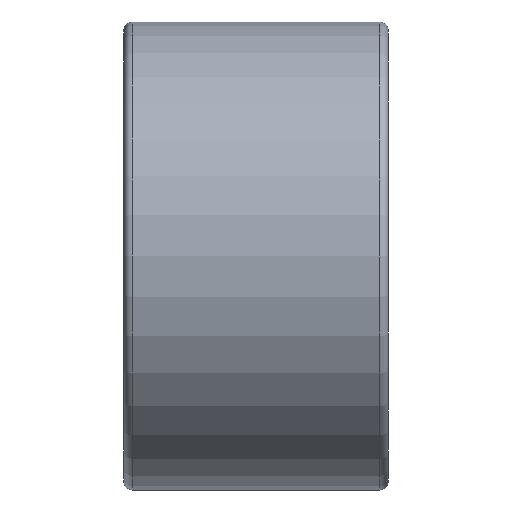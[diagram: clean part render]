
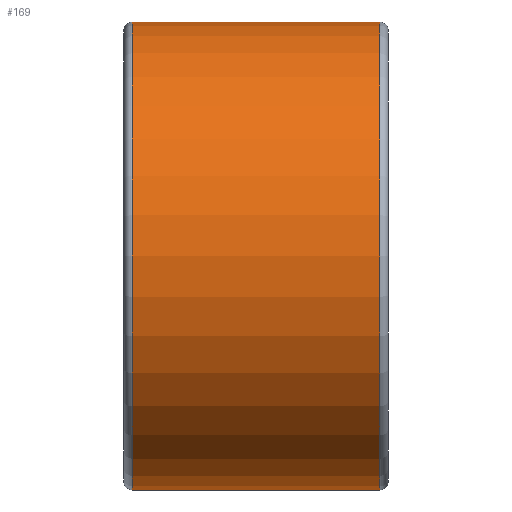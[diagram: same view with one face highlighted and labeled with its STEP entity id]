
A CAD part, front view. The second image highlights one B-rep face of the part: STEP entity #169.
In plain terms, the highlighted cylindrical face has radius 13.25 mm (diameter 26.5 mm), a full revolution.
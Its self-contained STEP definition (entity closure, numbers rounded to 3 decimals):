
#33=FACE_OUTER_BOUND('',#45,.T.);
#45=EDGE_LOOP('',(#135,#136,#137,#138));
#60=LINE('',#307,#65);
#65=VECTOR('',#253,13.25);
#75=CIRCLE('',#201,13.25);
#77=CIRCLE('',#205,13.25);
#90=VERTEX_POINT('',#299);
#92=VERTEX_POINT('',#306);
#107=EDGE_CURVE('',#90,#90,#75,.T.);
#109=EDGE_CURVE('',#90,#92,#60,.T.);
#110=EDGE_CURVE('',#92,#92,#77,.T.);
#135=ORIENTED_EDGE('',*,*,#107,.F.);
#136=ORIENTED_EDGE('',*,*,#109,.T.);
#137=ORIENTED_EDGE('',*,*,#110,.F.);
#138=ORIENTED_EDGE('',*,*,#109,.F.);
#162=CYLINDRICAL_SURFACE('',#204,13.25);
#169=ADVANCED_FACE('',(#33),#162,.T.);
#201=AXIS2_PLACEMENT_3D('',#301,#245,#246);
#204=AXIS2_PLACEMENT_3D('',#305,#251,#252);
#205=AXIS2_PLACEMENT_3D('',#308,#254,#255);
#245=DIRECTION('center_axis',(-1.,0.,0.));
#246=DIRECTION('ref_axis',(0.,0.,-1.));
#251=DIRECTION('center_axis',(-1.,0.,0.));
#252=DIRECTION('ref_axis',(0.,0.,1.));
#253=DIRECTION('',(1.,0.,0.));
#254=DIRECTION('center_axis',(1.,0.,0.));
#255=DIRECTION('ref_axis',(0.,0.,-1.));
#299=CARTESIAN_POINT('',(-14.5,0.,-13.25));
#301=CARTESIAN_POINT('Origin',(-14.5,0.,0.));
#305=CARTESIAN_POINT('Origin',(-7.5,0.,0.));
#306=CARTESIAN_POINT('',(-0.5,0.,-13.25));
#307=CARTESIAN_POINT('',(-7.5,0.,-13.25));
#308=CARTESIAN_POINT('Origin',(-0.5,0.,0.));
